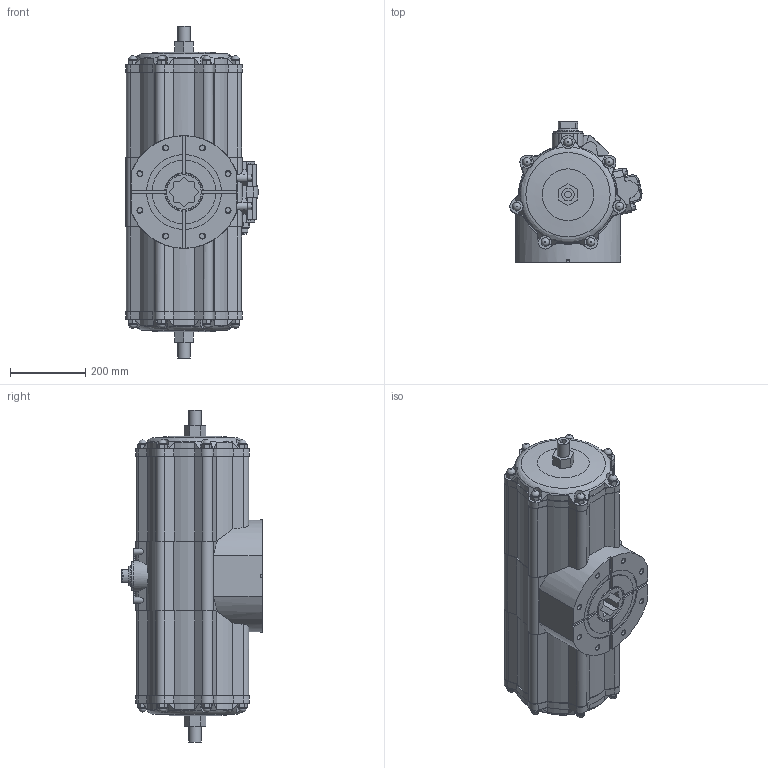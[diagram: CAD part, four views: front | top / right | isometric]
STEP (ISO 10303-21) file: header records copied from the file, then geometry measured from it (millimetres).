
FILE_DESCRIPTION(/* description */ ('STEP AP214'),/* implementation_level */ '2;1');
FILE_NAME(/* name */ '549672_DAPS-5760-090-R-F25',/* time_stamp */ '2024-08-14T14:48:18+02:00',/* author */ ('License CC BY-ND 4.0'),/* organization */ ('CADENAS'),/* preprocessor_version */ 'ST-DEVELOPER v19.3',/* originating_system */ 'PARTsolutions',/* authorisation */ ' ');
FILE_SCHEMA (('AUTOMOTIVE_DESIGN {1 0 10303 214 3 1 1}'));
Length unit declared in the file: millimetre
Products named in the file (3): 549672 DAPS-5760-090-R-F25---0; 549672 DAPS-5760-090-R-F25---(1); 549672 DAPS-5760-090-R-F25---(2)
Assembly tree (2 placements, depth 2):
  549672 DAPS-5760-090-R-F25---0
    549672 DAPS-5760-090-R-F25---(1)
    549672 DAPS-5760-090-R-F25---(2)
Bounding box: 352.69 x 374 x 885 mm (x, y, z)
Volume: 50253723.9 mm3; surface area: 1242433.7 mm2
Topology: 2 solids, 2 shells, 841 faces, 2203 edges, 1424 vertices
Faces by surface type: plane 550, cylinder 228, cone 42, torus 21
Full cylindrical faces by diameter (mm): 4.134 x4, 4.917 x5, 13.835 x8, 14.95 x2, 18 x4, 22 x14, 27 x1, 30 x1, 33 x2, 56 x1, 61.2 x1, 75 x2, 92 x2
Entity records: 25631 total; most frequent: CARTESIAN_POINT 4971, DIRECTION 4292, ORIENTED_EDGE 4202, EDGE_CURVE 2101, AXIS2_PLACEMENT_3D 1474, VERTEX_POINT 1410, LINE 1344, VECTOR 1344
